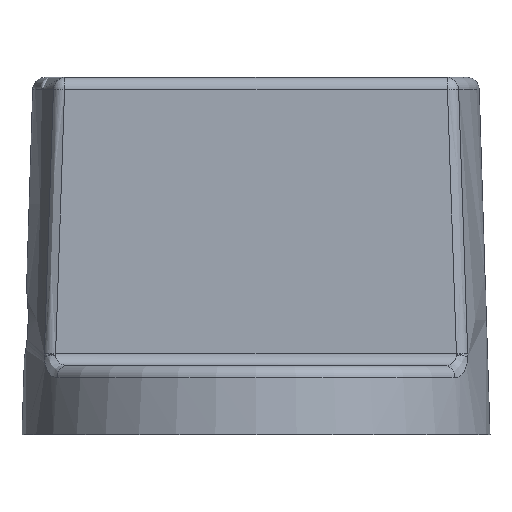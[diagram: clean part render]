
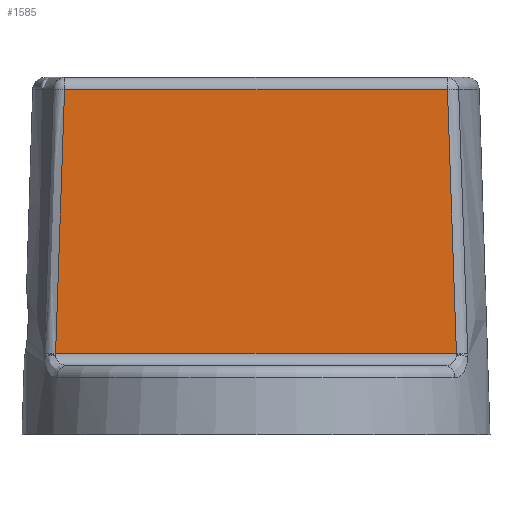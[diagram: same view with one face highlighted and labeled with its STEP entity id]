
A CAD part, left-side view. The second image highlights one B-rep face of the part: STEP entity #1585.
In plain terms, the highlighted planar face has unit normal (-1, 0, 0).
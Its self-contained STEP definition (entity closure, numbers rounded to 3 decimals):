
#200=FACE_OUTER_BOUND('',#302,.T.);
#302=EDGE_LOOP('',(#1198,#1199,#1200,#1201));
#394=B_SPLINE_CURVE_WITH_KNOTS('',3,(#2885,#2886,#2887,#2888),
 .UNSPECIFIED.,.F.,.F.,(4,4),(0.099,1.169),
 .UNSPECIFIED.);
#397=B_SPLINE_CURVE_WITH_KNOTS('',3,(#2941,#2942,#2943,#2944),
 .UNSPECIFIED.,.F.,.F.,(4,4),(0.38,1.451),
 .UNSPECIFIED.);
#489=LINE('',#2564,#571);
#493=LINE('',#2860,#575);
#571=VECTOR('',#1896,10.);
#575=VECTOR('',#1954,10.);
#671=VERTEX_POINT('',#2552);
#672=VERTEX_POINT('',#2562);
#687=VERTEX_POINT('',#2844);
#690=VERTEX_POINT('',#2856);
#843=EDGE_CURVE('',#672,#671,#489,.T.);
#876=EDGE_CURVE('',#687,#690,#493,.T.);
#878=EDGE_CURVE('',#690,#672,#394,.T.);
#883=EDGE_CURVE('',#671,#687,#397,.T.);
#1198=ORIENTED_EDGE('',*,*,#843,.F.);
#1199=ORIENTED_EDGE('',*,*,#878,.F.);
#1200=ORIENTED_EDGE('',*,*,#876,.F.);
#1201=ORIENTED_EDGE('',*,*,#883,.F.);
#1524=PLANE('',#1725);
#1585=ADVANCED_FACE('',(#200),#1524,.F.);
#1725=AXIS2_PLACEMENT_3D('',#2977,#1961,#1962);
#1896=DIRECTION('',(0.,1.,0.));
#1954=DIRECTION('',(0.,-1.,0.));
#1961=DIRECTION('center_axis',(1.,0.,0.));
#1962=DIRECTION('ref_axis',(0.,-1.,0.));
#2552=CARTESIAN_POINT('',(-4.1,8.137,-3.95));
#2562=CARTESIAN_POINT('',(-4.1,-8.137,-3.95));
#2564=CARTESIAN_POINT('',(-4.1,9.569,-3.95));
#2844=CARTESIAN_POINT('',(-4.1,7.772,6.75));
#2856=CARTESIAN_POINT('',(-4.1,-7.772,6.75));
#2860=CARTESIAN_POINT('',(-4.1,9.678,6.75));
#2885=CARTESIAN_POINT('Ctrl Pts',(-4.1,-7.772,6.75));
#2886=CARTESIAN_POINT('Ctrl Pts',(-4.1,-7.894,3.183));
#2887=CARTESIAN_POINT('Ctrl Pts',(-4.1,-8.015,-0.383));
#2888=CARTESIAN_POINT('Ctrl Pts',(-4.1,-8.137,-3.95));
#2941=CARTESIAN_POINT('Ctrl Pts',(-4.1,8.137,-3.95));
#2942=CARTESIAN_POINT('Ctrl Pts',(-4.1,8.015,-0.383));
#2943=CARTESIAN_POINT('Ctrl Pts',(-4.1,7.894,3.183));
#2944=CARTESIAN_POINT('Ctrl Pts',(-4.1,7.772,6.75));
#2977=CARTESIAN_POINT('Origin',(-4.1,19.357,7.25));
